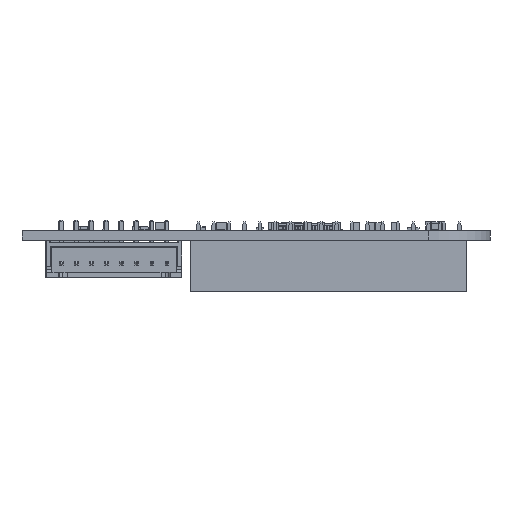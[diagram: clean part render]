
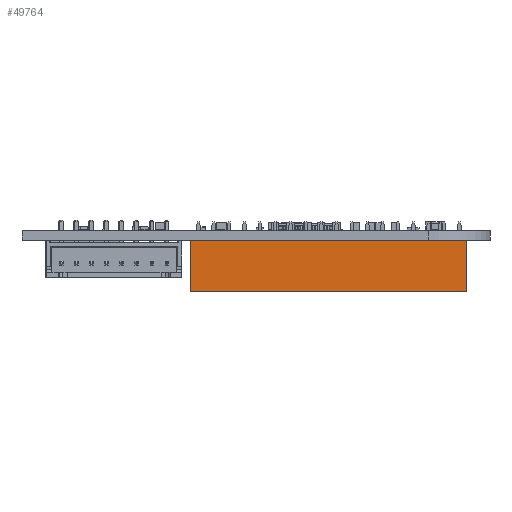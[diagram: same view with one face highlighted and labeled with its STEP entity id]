
A CAD part, left-side view. The second image highlights one B-rep face of the part: STEP entity #49764.
In plain terms, the highlighted planar face has unit normal (-1, 0, 0).
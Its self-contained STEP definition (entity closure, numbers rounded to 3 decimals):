
#47741 = VERTEX_POINT('',#47742);
#47742 = CARTESIAN_POINT('',(-1.27,-44.45,0.));
#47750 = EDGE_CURVE('',#47741,#47751,#47753,.T.);
#47751 = VERTEX_POINT('',#47752);
#47752 = CARTESIAN_POINT('',(-1.27,-44.45,8.5));
#47753 = LINE('',#47754,#47755);
#47754 = CARTESIAN_POINT('',(-1.27,-44.45,0.));
#47755 = VECTOR('',#47756,1.);
#47756 = DIRECTION('',(0.,0.,1.));
#47813 = VERTEX_POINT('',#47814);
#47814 = CARTESIAN_POINT('',(-1.27,1.27,8.5));
#47820 = EDGE_CURVE('',#47821,#47813,#47823,.T.);
#47821 = VERTEX_POINT('',#47822);
#47822 = CARTESIAN_POINT('',(-1.27,1.27,0.));
#47823 = LINE('',#47824,#47825);
#47824 = CARTESIAN_POINT('',(-1.27,1.27,0.));
#47825 = VECTOR('',#47826,1.);
#47826 = DIRECTION('',(0.,0.,1.));
#47885 = EDGE_CURVE('',#47813,#47751,#47886,.T.);
#47886 = LINE('',#47887,#47888);
#47887 = CARTESIAN_POINT('',(-1.27,1.27,8.5));
#47888 = VECTOR('',#47889,1.);
#47889 = DIRECTION('',(0.,-1.,0.));
#48520 = EDGE_CURVE('',#47821,#47741,#48521,.T.);
#48521 = LINE('',#48522,#48523);
#48522 = CARTESIAN_POINT('',(-1.27,1.27,0.));
#48523 = VECTOR('',#48524,1.);
#48524 = DIRECTION('',(0.,-1.,0.));
#49764 = ADVANCED_FACE('',(#49765),#49771,.F.);
#49765 = FACE_BOUND('',#49766,.F.);
#49766 = EDGE_LOOP('',(#49767,#49768,#49769,#49770));
#49767 = ORIENTED_EDGE('',*,*,#47820,.T.);
#49768 = ORIENTED_EDGE('',*,*,#47885,.T.);
#49769 = ORIENTED_EDGE('',*,*,#47750,.F.);
#49770 = ORIENTED_EDGE('',*,*,#48520,.F.);
#49771 = PLANE('',#49772);
#49772 = AXIS2_PLACEMENT_3D('',#49773,#49774,#49775);
#49773 = CARTESIAN_POINT('',(-1.27,1.27,0.));
#49774 = DIRECTION('',(1.,0.,0.));
#49775 = DIRECTION('',(0.,-1.,0.));
